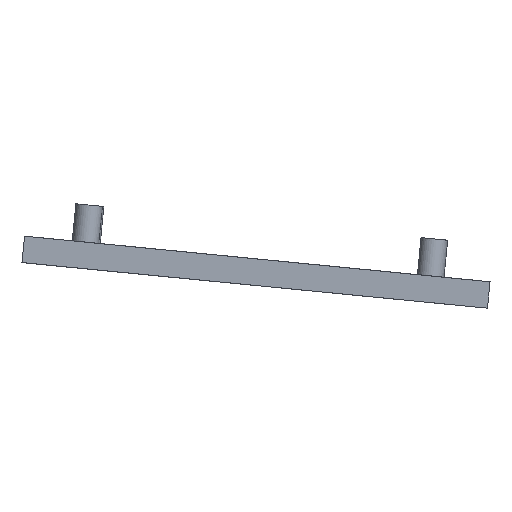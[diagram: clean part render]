
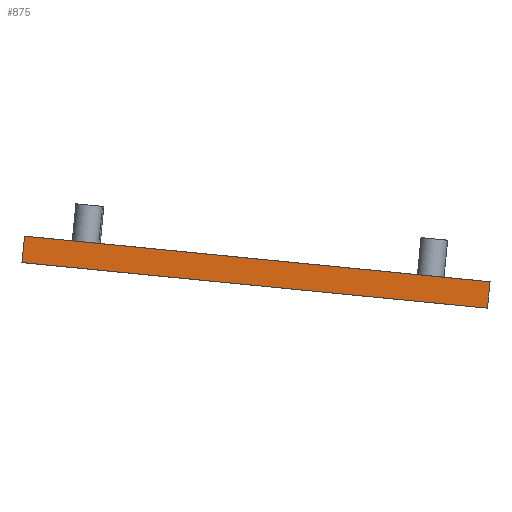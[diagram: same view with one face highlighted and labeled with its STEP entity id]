
A CAD part, left-side view. The second image highlights one B-rep face of the part: STEP entity #875.
In plain terms, the highlighted planar face has unit normal (-1, 0, 0).
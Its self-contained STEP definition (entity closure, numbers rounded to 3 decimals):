
#77=PLANE('',#983);
#129=FACE_OUTER_BOUND('',#207,.T.);
#207=EDGE_LOOP('',(#770,#771,#772,#773));
#234=LINE('',#1362,#308);
#261=LINE('',#1427,#335);
#285=LINE('',#1488,#359);
#286=LINE('',#1490,#360);
#308=VECTOR('',#1112,10.);
#335=VECTOR('',#1167,10.);
#359=VECTOR('',#1233,10.);
#360=VECTOR('',#1236,10.);
#421=VERTEX_POINT('',#1355);
#424=VERTEX_POINT('',#1360);
#445=VERTEX_POINT('',#1420);
#448=VERTEX_POINT('',#1425);
#510=EDGE_CURVE('',#424,#421,#234,.T.);
#541=EDGE_CURVE('',#448,#445,#261,.T.);
#573=EDGE_CURVE('',#424,#445,#285,.T.);
#574=EDGE_CURVE('',#421,#448,#286,.T.);
#770=ORIENTED_EDGE('',*,*,#510,.F.);
#771=ORIENTED_EDGE('',*,*,#573,.T.);
#772=ORIENTED_EDGE('',*,*,#541,.F.);
#773=ORIENTED_EDGE('',*,*,#574,.F.);
#875=ADVANCED_FACE('',(#129),#77,.T.);
#983=AXIS2_PLACEMENT_3D('',#1489,#1234,#1235);
#1112=DIRECTION('',(0.,-0.995,-0.097));
#1167=DIRECTION('',(0.,0.995,0.097));
#1233=DIRECTION('',(0.,0.097,-0.995));
#1234=DIRECTION('center_axis',(-1.,0.,0.));
#1235=DIRECTION('ref_axis',(0.,0.995,0.097));
#1236=DIRECTION('',(0.,0.097,-0.995));
#1355=CARTESIAN_POINT('',(-139.,129.537,72.626));
#1360=CARTESIAN_POINT('',(-139.,217.118,81.204));
#1362=CARTESIAN_POINT('',(-139.,150.92,74.72));
#1420=CARTESIAN_POINT('',(-139.,217.605,76.228));
#1425=CARTESIAN_POINT('',(-139.,130.024,67.649));
#1427=CARTESIAN_POINT('',(-139.,130.024,67.649));
#1488=CARTESIAN_POINT('',(-139.,215.168,101.109));
#1489=CARTESIAN_POINT('Origin',(-139.,127.587,92.53));
#1490=CARTESIAN_POINT('',(-139.,127.587,92.53));
